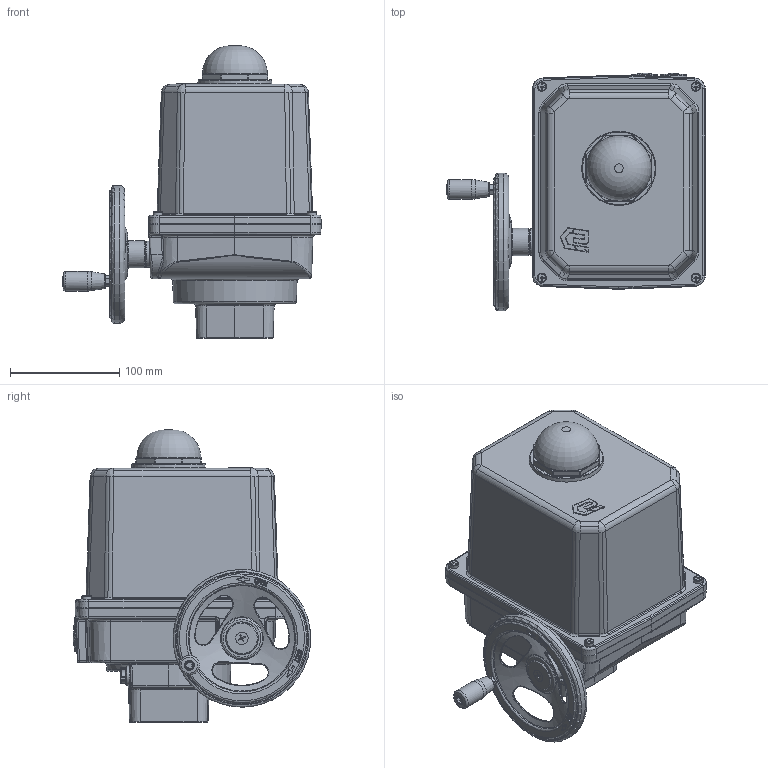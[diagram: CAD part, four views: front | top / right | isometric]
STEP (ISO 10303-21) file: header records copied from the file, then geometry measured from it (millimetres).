
FILE_DESCRIPTION(('HOOPS Exchange Step'),'2;1');
FILE_NAME('AN0300_103.stp','2025-04-25T13:35:47+02:00',('nieru'),('Unknown organisation'),'HOOPS Exchange 2024.2','HOOPS Exchange','Unknown authorisation');
FILE_SCHEMA( ('AP203_CONFIGURATION_CONTROLLED_3D_DESIGN_OF_MECHANICAL_PARTS_AND_ASSEMBLIES_MIM_LF') );
Length unit declared in the file: millimetre
Products named in the file (4): 0; root
Assembly tree (3 placements, depth 3):
  root
    0
      0
      0
Bounding box: 236.44 x 217.23 x 267.7 mm (x, y, z)
Volume: 4496259.6 mm3; surface area: 357299 mm2
Topology: 24 solids, 24 shells, 2062 faces, 5124 edges, 3078 vertices
Faces by surface type: cylinder 833, plane 401, bspline 380, torus 321, cone 73, sphere 54
Full cylindrical faces by diameter (mm): 3.1 x1, 3.219 x1, 4.134 x8, 4.917 x4, 5 x4, 6 x2, 6.647 x4, 7.5 x1, 8 x1, 8.5 x4, 9 x1, 9.5 x1, 10 x2, 10.5 x1, 11.3 x1, 16 x1, 17.8 x2, 18 x5, 20 x2, 24 x3, 25 x1, 30 x1, 34 x1, 34.2 x1, 35 x1, 35.7 x1, 38 x1, 39 x1, 42 x2, 58.632 x1
Entity records: 156633 total; most frequent: CARTESIAN_POINT 111772, ORIENTED_EDGE 10032, DIRECTION 8091, EDGE_CURVE 5016, AXIS2_PLACEMENT_3D 3212, VERTEX_POINT 3078, EDGE_LOOP 2170, FACE_BOUND 2170
